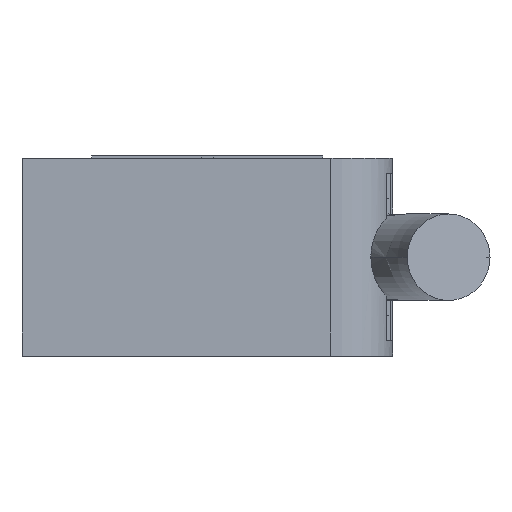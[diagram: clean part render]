
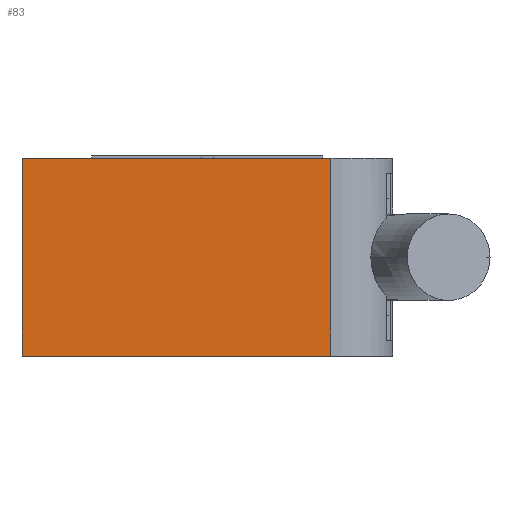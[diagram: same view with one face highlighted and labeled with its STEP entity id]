
A CAD part, front view. The second image highlights one B-rep face of the part: STEP entity #83.
In plain terms, the highlighted planar face has unit normal (0, -1, 0).
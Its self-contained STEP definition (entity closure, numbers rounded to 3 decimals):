
#83=ADVANCED_FACE('',(#371),#372,.T.);
#371=FACE_OUTER_BOUND('',#868,.T.);
#372=PLANE('',#869);
#868=EDGE_LOOP('',(#1757,#1758,#1759,#1760));
#869=AXIS2_PLACEMENT_3D('',#1761,#1762,#1763);
#1757=ORIENTED_EDGE('',*,*,#3383,.T.);
#1758=ORIENTED_EDGE('',*,*,#3377,.F.);
#1759=ORIENTED_EDGE('',*,*,#3347,.F.);
#1760=ORIENTED_EDGE('',*,*,#3300,.F.);
#1761=CARTESIAN_POINT('',(10.0,-50.,0.0));
#1762=DIRECTION('',(0.0,-1.0,0.0));
#1763=DIRECTION('',(0.0,0.0,-1.0));
#3300=EDGE_CURVE('',#3894,#3896,#3897,.T.);
#3347=EDGE_CURVE('',#3896,#3985,#3986,.T.);
#3377=EDGE_CURVE('',#3985,#4032,#4033,.T.);
#3383=EDGE_CURVE('',#3894,#4032,#4043,.T.);
#3894=VERTEX_POINT('',#4883);
#3896=VERTEX_POINT('',#4886);
#3897=LINE('',#4887,#4888);
#3985=VERTEX_POINT('',#5015);
#3986=LINE('',#5016,#5017);
#4032=VERTEX_POINT('',#5123);
#4033=LINE('',#5124,#5125);
#4043=LINE('',#5136,#5137);
#4883=CARTESIAN_POINT('',(-15.0,-50.,16.0));
#4886=CARTESIAN_POINT('',(10.0,-50.,16.0));
#4887=CARTESIAN_POINT('',(-15.0,-50.,16.0));
#4888=VECTOR('',#6972,25.0);
#5015=CARTESIAN_POINT('',(10.0,-50.,0.0));
#5016=CARTESIAN_POINT('',(10.0,-50.,16.0));
#5017=VECTOR('',#7044,16.0);
#5123=CARTESIAN_POINT('',(-15.0,-50.,0.0));
#5124=CARTESIAN_POINT('',(10.0,-50.,0.0));
#5125=VECTOR('',#7077,25.0);
#5136=CARTESIAN_POINT('',(-15.0,-50.,16.0));
#5137=VECTOR('',#7091,16.0);
#6972=DIRECTION('',(1.0,0.0,0.0));
#7044=DIRECTION('',(0.,0.0,-1.0));
#7077=DIRECTION('',(-1.0,0.0,0.0));
#7091=DIRECTION('',(0.0,0.0,-1.0));
